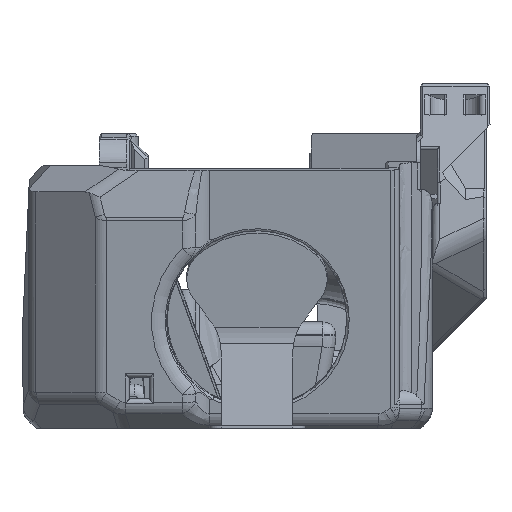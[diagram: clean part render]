
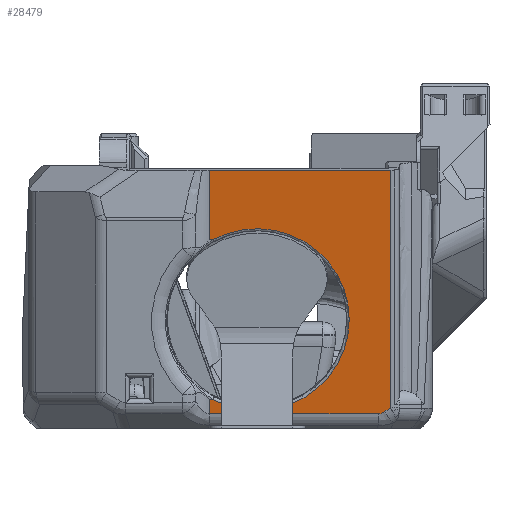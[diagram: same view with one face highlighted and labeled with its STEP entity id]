
A CAD part, left-side view. The second image highlights one B-rep face of the part: STEP entity #28479.
In plain terms, the highlighted planar face has unit normal (-0.985, 0, -0.174).
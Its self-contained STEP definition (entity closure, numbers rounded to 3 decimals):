
#321=CIRCLE('',#30134,14.4);
#1894=B_SPLINE_CURVE_WITH_KNOTS('',3,(#46691,#46692,#46693,#46694),
 .UNSPECIFIED.,.F.,.F.,(4,4),(0.,0.382),.UNSPECIFIED.);
#1903=B_SPLINE_CURVE_WITH_KNOTS('',3,(#46954,#46955,#46956,#46957),
 .UNSPECIFIED.,.F.,.F.,(4,4),(0.618,1.),.UNSPECIFIED.);
#2501=ELLIPSE('',#30601,3.203,2.);
#5955=ORIENTED_EDGE('',*,*,#13228,.F.);
#5956=ORIENTED_EDGE('',*,*,#12470,.T.);
#5957=ORIENTED_EDGE('',*,*,#13345,.T.);
#5958=ORIENTED_EDGE('',*,*,#13346,.F.);
#5959=ORIENTED_EDGE('',*,*,#13347,.T.);
#5960=ORIENTED_EDGE('',*,*,#13348,.T.);
#5961=ORIENTED_EDGE('',*,*,#13349,.F.);
#5962=ORIENTED_EDGE('',*,*,#13350,.T.);
#5963=ORIENTED_EDGE('',*,*,#13034,.F.);
#5964=ORIENTED_EDGE('',*,*,#13044,.F.);
#12470=EDGE_CURVE('',#16536,#16535,#321,.T.);
#13034=EDGE_CURVE('',#16909,#16910,#19435,.T.);
#13044=EDGE_CURVE('',#16916,#16909,#19439,.T.);
#13228=EDGE_CURVE('',#16536,#16916,#1894,.F.);
#13345=EDGE_CURVE('',#16535,#17151,#1903,.T.);
#13346=EDGE_CURVE('',#17152,#17151,#19632,.T.);
#13347=EDGE_CURVE('',#17152,#17153,#19633,.T.);
#13348=EDGE_CURVE('',#17153,#17154,#2501,.T.);
#13349=EDGE_CURVE('',#17155,#17154,#19634,.T.);
#13350=EDGE_CURVE('',#17155,#16910,#19635,.T.);
#16535=VERTEX_POINT('',#43769);
#16536=VERTEX_POINT('',#43771);
#16909=VERTEX_POINT('',#46183);
#16910=VERTEX_POINT('',#46185);
#16916=VERTEX_POINT('',#46215);
#17151=VERTEX_POINT('',#46958);
#17152=VERTEX_POINT('',#46960);
#17153=VERTEX_POINT('',#46962);
#17154=VERTEX_POINT('',#46964);
#17155=VERTEX_POINT('',#46966);
#19435=LINE('',#46184,#21852);
#19439=LINE('',#46216,#21856);
#19632=LINE('',#46959,#22049);
#19633=LINE('',#46961,#22050);
#19634=LINE('',#46965,#22051);
#19635=LINE('',#46967,#22052);
#21852=VECTOR('',#34655,1000.);
#21856=VECTOR('',#34671,1000.);
#22049=VECTOR('',#35134,1000.);
#22050=VECTOR('',#35135,1000.);
#22051=VECTOR('',#35138,1000.);
#22052=VECTOR('',#35139,1000.);
#24113=EDGE_LOOP('',(#5955,#5956,#5957,#5958,#5959,#5960,#5961,#5962,#5963,
#5964));
#25903=FACE_BOUND('',#24113,.T.);
#27367=PLANE('',#30600);
#28479=ADVANCED_FACE('',(#25903),#27367,.F.);
#30134=AXIS2_PLACEMENT_3D('',#43770,#33761,#33762);
#30600=AXIS2_PLACEMENT_3D('',#46953,#35132,#35133);
#30601=AXIS2_PLACEMENT_3D('',#46963,#35136,#35137);
#33761=DIRECTION('',(0.985,0.,0.174));
#33762=DIRECTION('',(0.174,0.,-0.985));
#34655=DIRECTION('',(0.,-1.,0.));
#34671=DIRECTION('',(-0.174,0.,0.985));
#35132=DIRECTION('',(0.985,0.,0.174));
#35133=DIRECTION('',(-0.174,0.,0.985));
#35134=DIRECTION('',(-0.174,0.,0.985));
#35135=DIRECTION('',(0.,-1.,0.));
#35136=DIRECTION('',(-0.985,0.,-0.174));
#35137=DIRECTION('',(-0.165,-0.304,0.938));
#35138=DIRECTION('',(0.097,0.829,-0.551));
#35139=DIRECTION('',(-0.174,0.,0.985));
#43769=CARTESIAN_POINT('',(-28.264,11.767,4.533));
#43770=CARTESIAN_POINT('',(-30.458,4.853,16.973));
#43771=CARTESIAN_POINT('',(-32.651,11.767,29.413));
#46183=CARTESIAN_POINT('',(-34.572,12.27,40.304));
#46184=CARTESIAN_POINT('',(-34.572,24.853,40.304));
#46185=CARTESIAN_POINT('',(-34.572,-16.002,40.304));
#46215=CARTESIAN_POINT('',(-32.66,12.27,29.463));
#46216=CARTESIAN_POINT('',(-31.185,12.27,21.099));
#46691=CARTESIAN_POINT('',(-32.66,12.27,29.463));
#46692=CARTESIAN_POINT('',(-32.657,12.102,29.442));
#46693=CARTESIAN_POINT('',(-32.654,11.935,29.425));
#46694=CARTESIAN_POINT('',(-32.651,11.767,29.413));
#46953=CARTESIAN_POINT('',(-31.185,24.853,21.099));
#46954=CARTESIAN_POINT('',(-28.264,11.767,4.533));
#46955=CARTESIAN_POINT('',(-28.262,11.935,4.52));
#46956=CARTESIAN_POINT('',(-28.259,12.102,4.503));
#46957=CARTESIAN_POINT('',(-28.255,12.27,4.482));
#46958=CARTESIAN_POINT('',(-28.255,12.27,4.482));
#46959=CARTESIAN_POINT('',(-31.185,12.27,21.099));
#46960=CARTESIAN_POINT('',(-27.864,12.27,2.262));
#46961=CARTESIAN_POINT('',(-27.864,-14.655,2.262));
#46962=CARTESIAN_POINT('',(-27.864,-14.07,2.262));
#46963=CARTESIAN_POINT('',(-28.404,-14.652,5.326));
#46964=CARTESIAN_POINT('',(-27.923,-15.07,2.597));
#46965=CARTESIAN_POINT('',(-27.821,-14.199,2.018));
#46966=CARTESIAN_POINT('',(-28.032,-16.002,3.216));
#46967=CARTESIAN_POINT('',(-7.663,-16.002,-112.301));
